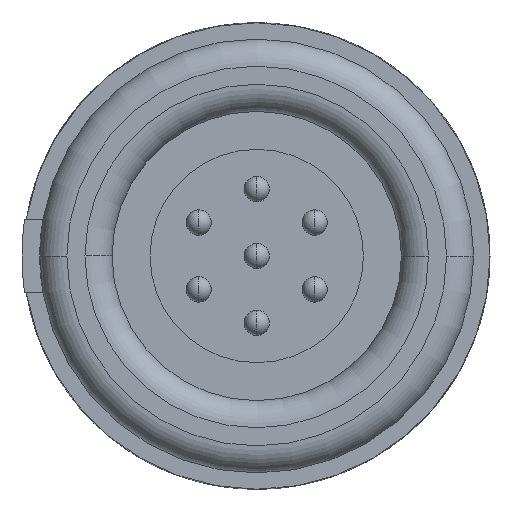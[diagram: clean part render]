
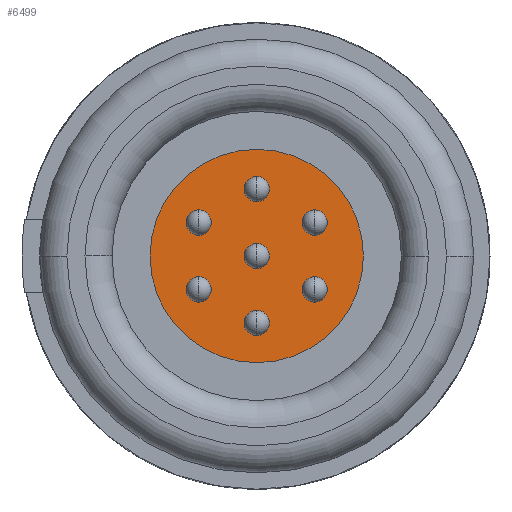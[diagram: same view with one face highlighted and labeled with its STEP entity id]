
A CAD part, left-side view. The second image highlights one B-rep face of the part: STEP entity #6499.
In plain terms, the highlighted planar face has unit normal (-1, 0, 0).
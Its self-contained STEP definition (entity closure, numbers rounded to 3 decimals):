
#1243=CARTESIAN_POINT('',(-3.,0.,0.));
#1244=DIRECTION('',(-1.,0.,0.));
#1245=DIRECTION('',(0.,1.,0.));
#1246=AXIS2_PLACEMENT_3D('',#1243,#1244,#1245);
#1261=CARTESIAN_POINT('',(-3.,0.,0.));
#1262=DIRECTION('',(-1.,0.,0.));
#1263=DIRECTION('',(0.,-1.,0.));
#1264=AXIS2_PLACEMENT_3D('',#1261,#1262,#1263);
#2406=CARTESIAN_POINT('',(-3.,0.,0.));
#2407=DIRECTION('',(-1.,0.,0.));
#2408=DIRECTION('',(0.,0.,1.));
#2409=AXIS2_PLACEMENT_3D('',#2406,#2407,#2408);
#2411=CARTESIAN_POINT('',(-3.,0.,0.));
#2412=DIRECTION('',(-1.,0.,0.));
#2413=DIRECTION('',(0.,0.,-1.));
#2414=AXIS2_PLACEMENT_3D('',#2411,#2412,#2413);
#2416=CARTESIAN_POINT('',(-3.,0.,-1.85));
#2417=DIRECTION('',(-1.,0.,0.));
#2418=DIRECTION('',(0.,0.,1.));
#2419=AXIS2_PLACEMENT_3D('',#2416,#2417,#2418);
#2421=CARTESIAN_POINT('',(-3.,0.,-1.85));
#2422=DIRECTION('',(-1.,0.,0.));
#2423=DIRECTION('',(0.,0.,-1.));
#2424=AXIS2_PLACEMENT_3D('',#2421,#2422,#2423);
#2426=CARTESIAN_POINT('',(-3.,1.602,0.925));
#2427=DIRECTION('',(-1.,0.,0.));
#2428=DIRECTION('',(0.,0.,1.));
#2429=AXIS2_PLACEMENT_3D('',#2426,#2427,#2428);
#2431=CARTESIAN_POINT('',(-3.,1.602,0.925));
#2432=DIRECTION('',(-1.,0.,0.));
#2433=DIRECTION('',(0.,0.,-1.));
#2434=AXIS2_PLACEMENT_3D('',#2431,#2432,#2433);
#2436=CARTESIAN_POINT('',(-3.,1.602,-0.925));
#2437=DIRECTION('',(-1.,0.,0.));
#2438=DIRECTION('',(0.,0.,1.));
#2439=AXIS2_PLACEMENT_3D('',#2436,#2437,#2438);
#2441=CARTESIAN_POINT('',(-3.,1.602,-0.925));
#2442=DIRECTION('',(-1.,0.,0.));
#2443=DIRECTION('',(0.,0.,-1.));
#2444=AXIS2_PLACEMENT_3D('',#2441,#2442,#2443);
#2446=CARTESIAN_POINT('',(-3.,-1.602,-0.925));
#2447=DIRECTION('',(-1.,0.,0.));
#2448=DIRECTION('',(0.,0.,1.));
#2449=AXIS2_PLACEMENT_3D('',#2446,#2447,#2448);
#2451=CARTESIAN_POINT('',(-3.,-1.602,-0.925));
#2452=DIRECTION('',(-1.,0.,0.));
#2453=DIRECTION('',(0.,0.,-1.));
#2454=AXIS2_PLACEMENT_3D('',#2451,#2452,#2453);
#2456=CARTESIAN_POINT('',(-3.,0.,1.85));
#2457=DIRECTION('',(-1.,0.,0.));
#2458=DIRECTION('',(0.,0.,1.));
#2459=AXIS2_PLACEMENT_3D('',#2456,#2457,#2458);
#2461=CARTESIAN_POINT('',(-3.,0.,1.85));
#2462=DIRECTION('',(-1.,0.,0.));
#2463=DIRECTION('',(0.,0.,-1.));
#2464=AXIS2_PLACEMENT_3D('',#2461,#2462,#2463);
#2466=CARTESIAN_POINT('',(-3.,-1.602,0.925));
#2467=DIRECTION('',(-1.,0.,0.));
#2468=DIRECTION('',(0.,0.,1.));
#2469=AXIS2_PLACEMENT_3D('',#2466,#2467,#2468);
#2471=CARTESIAN_POINT('',(-3.,-1.602,0.925));
#2472=DIRECTION('',(-1.,0.,0.));
#2473=DIRECTION('',(0.,0.,-1.));
#2474=AXIS2_PLACEMENT_3D('',#2471,#2472,#2473);
#3570=CARTESIAN_POINT('',(-3.,0.,0.35));
#3571=CARTESIAN_POINT('',(-3.,0.,-0.35));
#3572=VERTEX_POINT('',#3570);
#3573=VERTEX_POINT('',#3571);
#3574=CARTESIAN_POINT('',(-3.,0.,-1.5));
#3575=CARTESIAN_POINT('',(-3.,0.,-2.2));
#3576=VERTEX_POINT('',#3574);
#3577=VERTEX_POINT('',#3575);
#3578=CARTESIAN_POINT('',(-3.,1.602,1.275));
#3579=CARTESIAN_POINT('',(-3.,1.602,0.575));
#3580=VERTEX_POINT('',#3578);
#3581=VERTEX_POINT('',#3579);
#3582=CARTESIAN_POINT('',(-3.,1.602,-0.575));
#3583=CARTESIAN_POINT('',(-3.,1.602,-1.275));
#3584=VERTEX_POINT('',#3582);
#3585=VERTEX_POINT('',#3583);
#3586=CARTESIAN_POINT('',(-3.,-1.602,-0.575));
#3587=CARTESIAN_POINT('',(-3.,-1.602,-1.275));
#3588=VERTEX_POINT('',#3586);
#3589=VERTEX_POINT('',#3587);
#3590=CARTESIAN_POINT('',(-3.,0.,2.2));
#3591=CARTESIAN_POINT('',(-3.,0.,1.5));
#3592=VERTEX_POINT('',#3590);
#3593=VERTEX_POINT('',#3591);
#3594=CARTESIAN_POINT('',(-3.,-1.602,1.275));
#3595=CARTESIAN_POINT('',(-3.,-1.602,0.575));
#3596=VERTEX_POINT('',#3594);
#3597=VERTEX_POINT('',#3595);
#3772=CARTESIAN_POINT('',(-3.,-2.95,0.));
#3773=CARTESIAN_POINT('',(-3.,2.95,0.));
#3774=VERTEX_POINT('',#3772);
#3775=VERTEX_POINT('',#3773);
#6448=CARTESIAN_POINT('',(-3.,0.,0.));
#6449=DIRECTION('',(1.,0.,0.));
#6450=DIRECTION('',(0.,0.,-1.));
#6451=AXIS2_PLACEMENT_3D('',#6448,#6449,#6450);
#6452=PLANE('',#6451);
#6453=ORIENTED_EDGE('',*,*,#4645,.F.);
#6454=ORIENTED_EDGE('',*,*,#4616,.F.);
#6455=EDGE_LOOP('',(#6453,#6454));
#6456=FACE_OUTER_BOUND('',#6455,.F.);
#6458=ORIENTED_EDGE('',*,*,#6457,.T.);
#6460=ORIENTED_EDGE('',*,*,#6459,.T.);
#6461=EDGE_LOOP('',(#6458,#6460));
#6462=FACE_BOUND('',#6461,.F.);
#6464=ORIENTED_EDGE('',*,*,#6463,.T.);
#6466=ORIENTED_EDGE('',*,*,#6465,.T.);
#6467=EDGE_LOOP('',(#6464,#6466));
#6468=FACE_BOUND('',#6467,.F.);
#6470=ORIENTED_EDGE('',*,*,#6469,.T.);
#6472=ORIENTED_EDGE('',*,*,#6471,.T.);
#6473=EDGE_LOOP('',(#6470,#6472));
#6474=FACE_BOUND('',#6473,.F.);
#6476=ORIENTED_EDGE('',*,*,#6475,.T.);
#6478=ORIENTED_EDGE('',*,*,#6477,.T.);
#6479=EDGE_LOOP('',(#6476,#6478));
#6480=FACE_BOUND('',#6479,.F.);
#6482=ORIENTED_EDGE('',*,*,#6481,.T.);
#6484=ORIENTED_EDGE('',*,*,#6483,.T.);
#6485=EDGE_LOOP('',(#6482,#6484));
#6486=FACE_BOUND('',#6485,.F.);
#6488=ORIENTED_EDGE('',*,*,#6487,.T.);
#6490=ORIENTED_EDGE('',*,*,#6489,.T.);
#6491=EDGE_LOOP('',(#6488,#6490));
#6492=FACE_BOUND('',#6491,.F.);
#6494=ORIENTED_EDGE('',*,*,#6493,.T.);
#6496=ORIENTED_EDGE('',*,*,#6495,.T.);
#6497=EDGE_LOOP('',(#6494,#6496));
#6498=FACE_BOUND('',#6497,.F.);
#6499=ADVANCED_FACE('',(#6456,#6462,#6468,#6474,#6480,#6486,#6492,#6498),#6452,
.F.);
#1247=CIRCLE('',#1246,2.95);
#1265=CIRCLE('',#1264,2.95);
#2410=CIRCLE('',#2409,0.35);
#2415=CIRCLE('',#2414,0.35);
#2420=CIRCLE('',#2419,0.35);
#2425=CIRCLE('',#2424,0.35);
#2430=CIRCLE('',#2429,0.35);
#2435=CIRCLE('',#2434,0.35);
#2440=CIRCLE('',#2439,0.35);
#2445=CIRCLE('',#2444,0.35);
#2450=CIRCLE('',#2449,0.35);
#2455=CIRCLE('',#2454,0.35);
#2460=CIRCLE('',#2459,0.35);
#2465=CIRCLE('',#2464,0.35);
#2470=CIRCLE('',#2469,0.35);
#2475=CIRCLE('',#2474,0.35);
#4616=EDGE_CURVE('',#3775,#3774,#1247,.T.);
#4645=EDGE_CURVE('',#3774,#3775,#1265,.T.);
#6457=EDGE_CURVE('',#3572,#3573,#2410,.T.);
#6459=EDGE_CURVE('',#3573,#3572,#2415,.T.);
#6463=EDGE_CURVE('',#3576,#3577,#2420,.T.);
#6465=EDGE_CURVE('',#3577,#3576,#2425,.T.);
#6469=EDGE_CURVE('',#3580,#3581,#2430,.T.);
#6471=EDGE_CURVE('',#3581,#3580,#2435,.T.);
#6475=EDGE_CURVE('',#3584,#3585,#2440,.T.);
#6477=EDGE_CURVE('',#3585,#3584,#2445,.T.);
#6481=EDGE_CURVE('',#3588,#3589,#2450,.T.);
#6483=EDGE_CURVE('',#3589,#3588,#2455,.T.);
#6487=EDGE_CURVE('',#3592,#3593,#2460,.T.);
#6489=EDGE_CURVE('',#3593,#3592,#2465,.T.);
#6493=EDGE_CURVE('',#3596,#3597,#2470,.T.);
#6495=EDGE_CURVE('',#3597,#3596,#2475,.T.);
